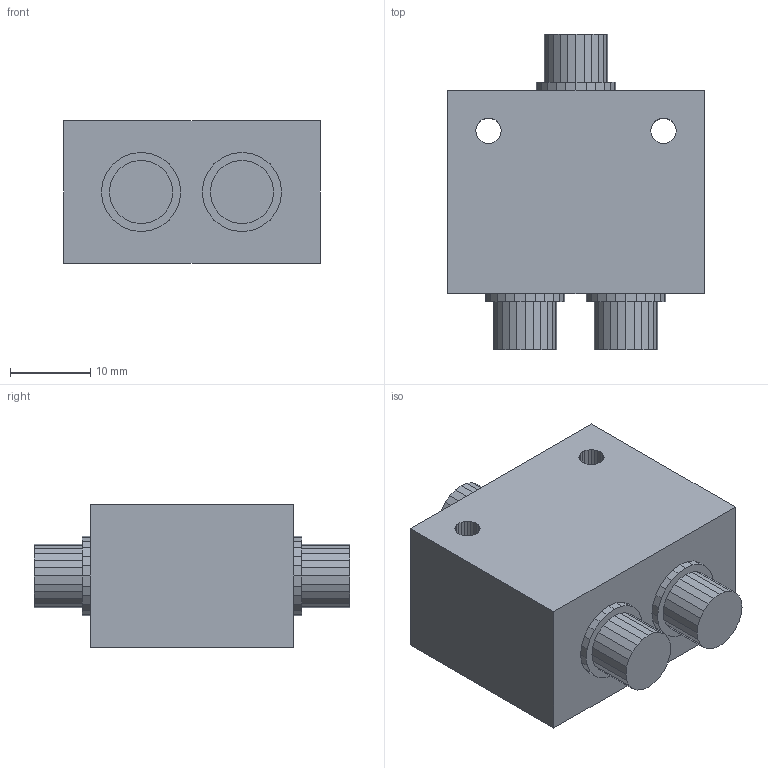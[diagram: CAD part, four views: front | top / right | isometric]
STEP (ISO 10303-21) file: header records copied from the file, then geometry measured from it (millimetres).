
FILE_DESCRIPTION(('FreeCAD Model'),'2;1');
FILE_NAME('Open CASCADE Shape Model','2021-07-18T23:58:40',('Author'),( ''),'Open CASCADE STEP processor 7.5','FreeCAD','Unknown');
FILE_SCHEMA(('AUTOMOTIVE_DESIGN { 1 0 10303 214 1 1 1 1 }'));
Length unit declared in the file: millimetre
Products named in the file (1): z99sc_62_s003
Bounding box: 32 x 39.4 x 17.78 mm (x, y, z)
Surface area: 4528.1 mm2 (no closed solid volume)
Topology: 0 solids, 1 shells, 207 faces, 595 edges, 396 vertices
Faces by surface type: plane 207
Entity records: 14398 total; most frequent: CARTESIAN_POINT 2389, DIRECTION 2201, LINE 1785, VECTOR 1785, ORIENTED_EDGE 1190, PCURVE 1190, DEFINITIONAL_REPRESENTATION 1190, EDGE_CURVE 595
